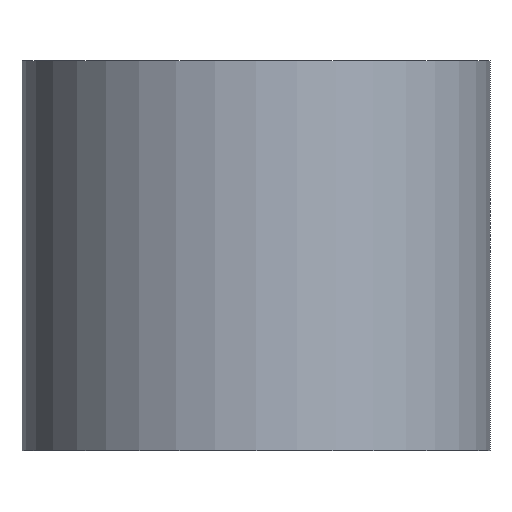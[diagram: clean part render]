
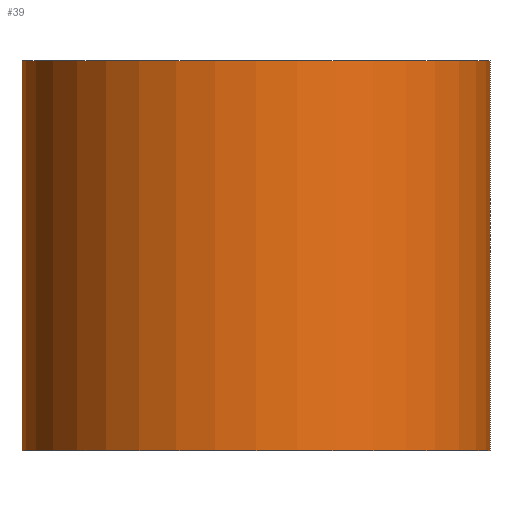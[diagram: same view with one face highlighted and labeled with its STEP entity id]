
A CAD part, front view. The second image highlights one B-rep face of the part: STEP entity #39.
In plain terms, the highlighted cylindrical face has radius 1.5 mm (diameter 3 mm), a full revolution.
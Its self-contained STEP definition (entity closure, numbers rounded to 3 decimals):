
#17=FACE_OUTER_BOUND('',#20,.T.);
#20=EDGE_LOOP('',(#32,#33,#34,#35));
#23=LINE('',#88,#24);
#24=VECTOR('',#76,1.5);
#25=CIRCLE('',#66,1.5);
#26=CIRCLE('',#67,1.5);
#27=VERTEX_POINT('',#85);
#28=VERTEX_POINT('',#87);
#29=EDGE_CURVE('',#27,#27,#25,.T.);
#30=EDGE_CURVE('',#27,#28,#23,.T.);
#31=EDGE_CURVE('',#28,#28,#26,.T.);
#32=ORIENTED_EDGE('',*,*,#29,.F.);
#33=ORIENTED_EDGE('',*,*,#30,.T.);
#34=ORIENTED_EDGE('',*,*,#31,.T.);
#35=ORIENTED_EDGE('',*,*,#30,.F.);
#38=CYLINDRICAL_SURFACE('',#65,1.5);
#39=ADVANCED_FACE('',(#17),#38,.T.);
#65=AXIS2_PLACEMENT_3D('',#84,#72,#73);
#66=AXIS2_PLACEMENT_3D('',#86,#74,#75);
#67=AXIS2_PLACEMENT_3D('',#89,#77,#78);
#72=DIRECTION('center_axis',(0.,0.,1.));
#73=DIRECTION('ref_axis',(1.,0.,0.));
#74=DIRECTION('center_axis',(0.,0.,1.));
#75=DIRECTION('ref_axis',(1.,0.,0.));
#76=DIRECTION('',(0.,0.,-1.));
#77=DIRECTION('center_axis',(0.,0.,1.));
#78=DIRECTION('ref_axis',(1.,0.,0.));
#84=CARTESIAN_POINT('Origin',(0.,0.,0.));
#85=CARTESIAN_POINT('',(-1.5,0.,2.5));
#86=CARTESIAN_POINT('Origin',(0.,0.,2.5));
#87=CARTESIAN_POINT('',(-1.5,0.,0.));
#88=CARTESIAN_POINT('',(-1.5,0.,0.));
#89=CARTESIAN_POINT('Origin',(0.,0.,0.));
